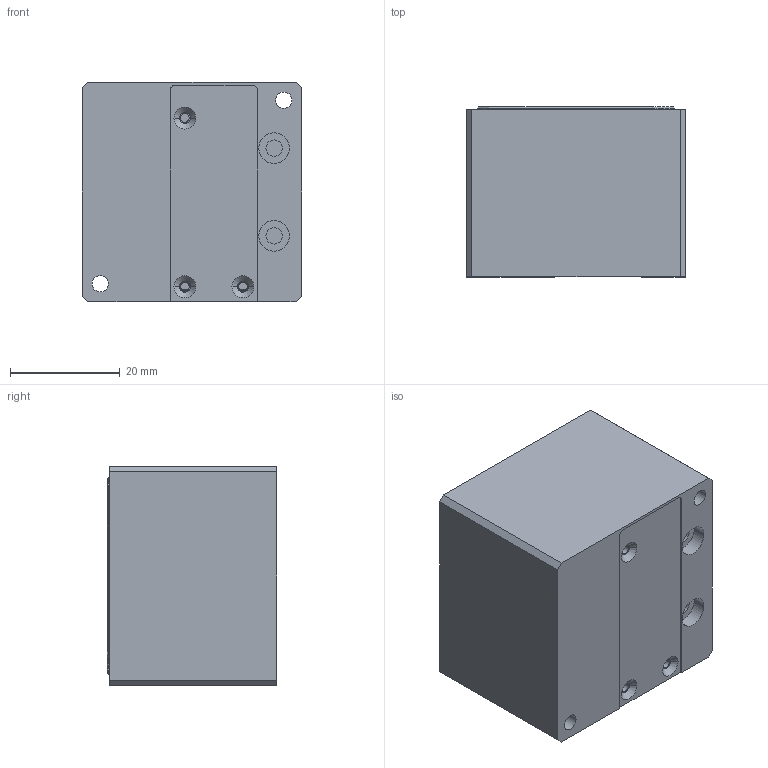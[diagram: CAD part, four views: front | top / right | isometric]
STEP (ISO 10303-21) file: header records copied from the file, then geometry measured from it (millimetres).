
FILE_DESCRIPTION (( 'STEP AP214' ), '1' );
FILE_NAME ('Scanner_xyz_4040.STEP', '2022-09-28T10:06:46', ( '' ), ( '' ), 'SwSTEP 2.0', 'SolidWorks 2020', '' );
FILE_SCHEMA (( 'AUTOMOTIVE_DESIGN' ));
Length unit declared in the file: millimetre
Products named in the file (1): Scanner_xyz_4040
Bounding box: 40 x 31 x 40 mm (x, y, z)
Volume: 16453.6 mm3; surface area: 16896.2 mm2
Topology: 3 solids, 3 shells, 237 faces, 582 edges, 354 vertices
Faces by surface type: plane 88, cylinder 79, cone 70
Entity records: 9697 total; most frequent: DIRECTION 1292, CARTESIAN_POINT 1174, ORIENTED_EDGE 1164, EDGE_CURVE 582, AXIS2_PLACEMENT_3D 472, VERTEX_POINT 354, LINE 348, VECTOR 348
